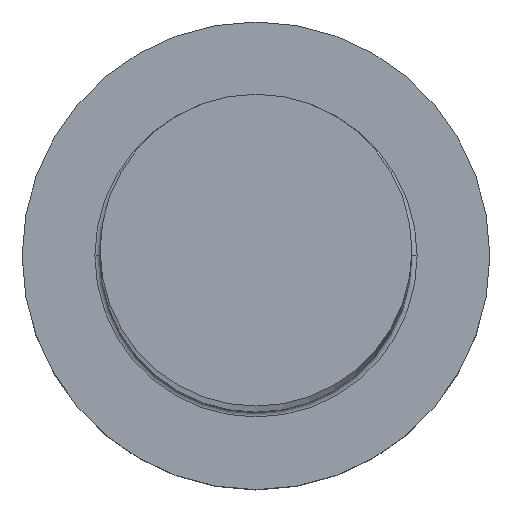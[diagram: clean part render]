
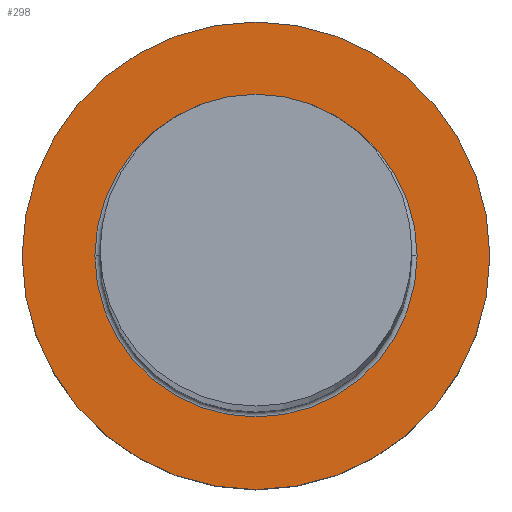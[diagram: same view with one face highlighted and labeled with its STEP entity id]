
A CAD part, top view. The second image highlights one B-rep face of the part: STEP entity #298.
In plain terms, the highlighted planar face has unit normal (0, 0, 1).
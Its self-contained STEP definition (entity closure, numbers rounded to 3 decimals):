
#5 = EDGE_LOOP ( 'NONE', ( #10, #271 ) ) ;
#10 = ORIENTED_EDGE ( 'NONE', *, *, #232, .T. ) ;
#15 = DIRECTION ( 'NONE',  ( 0., 0., -1. ) ) ;
#22 = AXIS2_PLACEMENT_3D ( 'NONE', #281, #163, #189 ) ;
#24 = CIRCLE ( 'NONE', #198, 9. ) ;
#35 = AXIS2_PLACEMENT_3D ( 'NONE', #85, #15, #202 ) ;
#38 = EDGE_LOOP ( 'NONE', ( #153, #109 ) ) ;
#45 = EDGE_CURVE ( 'NONE', #192, #244, #51, .T. ) ;
#51 = CIRCLE ( 'NONE', #35, 6.2 ) ;
#54 = VERTEX_POINT ( 'NONE', #157 ) ;
#85 = CARTESIAN_POINT ( 'NONE',  ( 0., 0., 7. ) ) ;
#88 = DIRECTION ( 'NONE',  ( 0., 0., 1. ) ) ;
#90 = CIRCLE ( 'NONE', #301, 6.2 ) ;
#96 = DIRECTION ( 'NONE',  ( 0., 0., -1. ) ) ;
#109 = ORIENTED_EDGE ( 'NONE', *, *, #115, .T. ) ;
#115 = EDGE_CURVE ( 'NONE', #54, #239, #164, .T. ) ;
#116 = FACE_BOUND ( 'NONE', #5, .T. ) ;
#144 = CARTESIAN_POINT ( 'NONE',  ( 0., 0., 7. ) ) ;
#153 = ORIENTED_EDGE ( 'NONE', *, *, #277, .T. ) ;
#157 = CARTESIAN_POINT ( 'NONE',  ( 9., 0., 7. ) ) ;
#163 = DIRECTION ( 'NONE',  ( 0., 0., 1. ) ) ;
#164 = CIRCLE ( 'NONE', #205, 9. ) ;
#173 = CARTESIAN_POINT ( 'NONE',  ( -6.2, 0., 7. ) ) ;
#185 = CARTESIAN_POINT ( 'NONE',  ( 0., 0., 7. ) ) ;
#189 = DIRECTION ( 'NONE',  ( 1., 0., 0. ) ) ;
#192 = VERTEX_POINT ( 'NONE', #173 ) ;
#198 = AXIS2_PLACEMENT_3D ( 'NONE', #144, #257, #236 ) ;
#202 = DIRECTION ( 'NONE',  ( 1., 0., 0. ) ) ;
#205 = AXIS2_PLACEMENT_3D ( 'NONE', #296, #88, #292 ) ;
#210 = CARTESIAN_POINT ( 'NONE',  ( -9., 0., 7. ) ) ;
#232 = EDGE_CURVE ( 'NONE', #244, #192, #90, .T. ) ;
#234 = FACE_OUTER_BOUND ( 'NONE', #38, .T. ) ;
#236 = DIRECTION ( 'NONE',  ( 1., 0., 0. ) ) ;
#239 = VERTEX_POINT ( 'NONE', #210 ) ;
#244 = VERTEX_POINT ( 'NONE', #300 ) ;
#257 = DIRECTION ( 'NONE',  ( 0., 0., 1. ) ) ;
#260 = DIRECTION ( 'NONE',  ( 1., 0., 0. ) ) ;
#271 = ORIENTED_EDGE ( 'NONE', *, *, #45, .T. ) ;
#277 = EDGE_CURVE ( 'NONE', #239, #54, #24, .T. ) ;
#280 = PLANE ( 'NONE',  #22 ) ;
#281 = CARTESIAN_POINT ( 'NONE',  ( 0., 0., 7. ) ) ;
#292 = DIRECTION ( 'NONE',  ( 1., 0., 0. ) ) ;
#296 = CARTESIAN_POINT ( 'NONE',  ( 0., 0., 7. ) ) ;
#298 = ADVANCED_FACE ( 'NONE', ( #116, #234 ), #280, .T. ) ;
#300 = CARTESIAN_POINT ( 'NONE',  ( 6.2, 0., 7. ) ) ;
#301 = AXIS2_PLACEMENT_3D ( 'NONE', #185, #96, #260 ) ;
